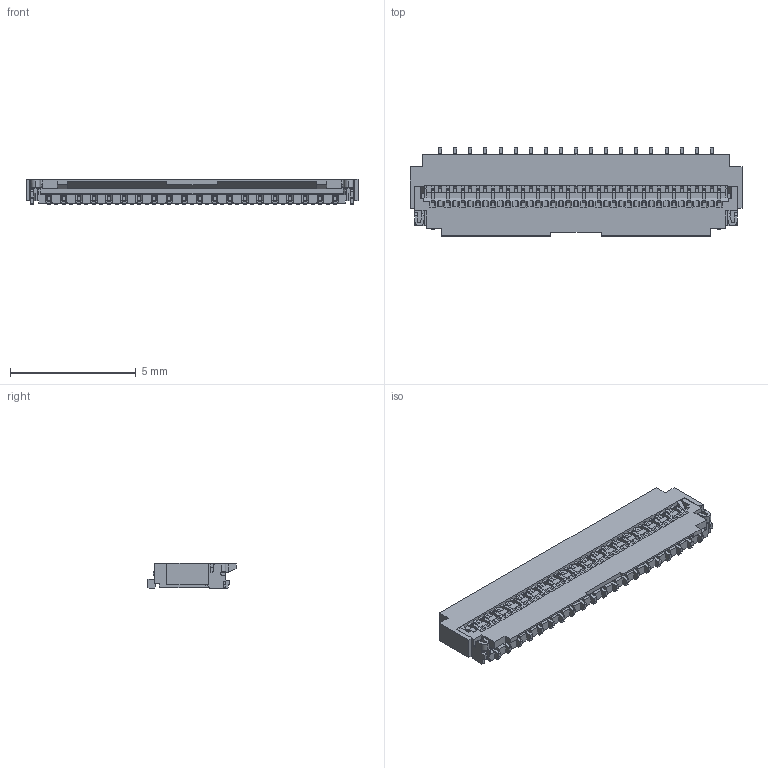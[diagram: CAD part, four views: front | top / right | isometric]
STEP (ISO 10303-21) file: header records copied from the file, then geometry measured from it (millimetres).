
FILE_DESCRIPTION (( 'STEP AP203' ), '1' );
FILE_NAME ('FH26W-39S.STEP', '2021-04-22T05:41:07', ( '' ), ( '' ), 'SwSTEP 2.0', 'SolidWorks 2019', '' );
FILE_SCHEMA (( 'CONFIG_CONTROL_DESIGN' ));
Length unit declared in the file: millimetre
Products named in the file (2): FH26W_芯数展開ベースモデル_39芯; FH26W-39S
Assembly tree (1 placements, depth 2):
  FH26W-39S
    FH26W_芯数展開ベースモデル_39芯
Bounding box: 13.2 x 3.5 x 1 mm (x, y, z)
Volume: 28.8 mm3; surface area: 190.9 mm2
Topology: 1 solids, 1 shells, 1495 faces, 4404 edges, 2906 vertices
Faces by surface type: plane 1306, cylinder 189
Entity records: 49268 total; most frequent: CARTESIAN_POINT 8833, ORIENTED_EDGE 8808, DIRECTION 7774, EDGE_CURVE 4404, LINE 4020, VECTOR 4020, VERTEX_POINT 2906, AXIS2_PLACEMENT_3D 1877
